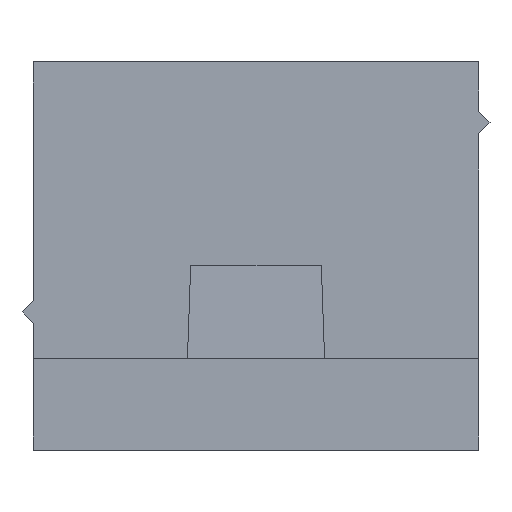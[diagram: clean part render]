
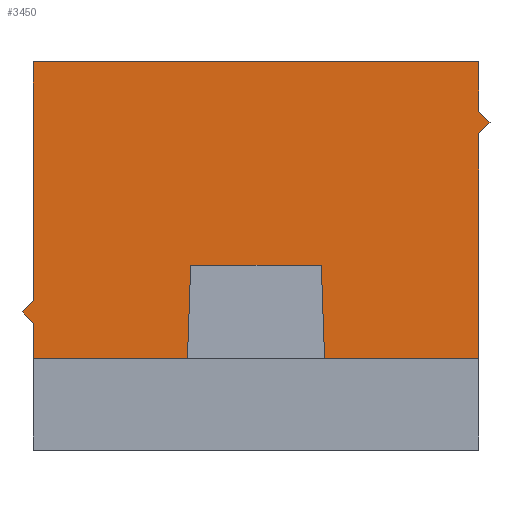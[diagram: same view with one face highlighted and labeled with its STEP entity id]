
A CAD part, left-side view. The second image highlights one B-rep face of the part: STEP entity #3450.
In plain terms, the highlighted face is planar.
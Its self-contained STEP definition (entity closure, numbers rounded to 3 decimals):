
#250=CARTESIAN_POINT('',(1.078,19.,15.));
#260=DIRECTION('',(1.,0.,0.));
#270=VECTOR('',#260,1.);
#280=LINE('',#250,#270);
#290=CARTESIAN_POINT('',(-56.15,19.,15.));
#300=VERTEX_POINT('',#290);
#310=CARTESIAN_POINT('',(-36.65,19.,15.));
#320=VERTEX_POINT('',#310);
#330=EDGE_CURVE('',#300,#320,#280,.T.);
#1680=CARTESIAN_POINT('',(-44.3,19.,
0.));
#1690=DIRECTION('',(-0.707,0.,
0.707));
#1700=VECTOR('',#1690,1.);
#1710=LINE('',#1680,#1700);
#1720=CARTESIAN_POINT('',(-56.15,19.,
11.85));
#1730=VERTEX_POINT('',#1720);
#1740=CARTESIAN_POINT('',(-56.65,19.,
12.35));
#1750=VERTEX_POINT('',#1740);
#1760=EDGE_CURVE('',#1730,#1750,#1710,.T.);
#2350=CARTESIAN_POINT('',(-56.15,19.,
2.));
#2360=VERTEX_POINT('',#2350);
#2390=CARTESIAN_POINT('',(-56.15,19.,
0.));
#2400=DIRECTION('',(0.,0.,-1.));
#2410=VECTOR('',#2400,1.);
#2420=LINE('',#2390,#2410);
#2430=EDGE_CURVE('',#1730,#2360,#2420,.T.);
#2550=CARTESIAN_POINT('',(-46.4,19.,
5.75));
#2560=DIRECTION('',(0.,-1.,0.));
#2570=DIRECTION('',(1.,0.,0.));
#2580=AXIS2_PLACEMENT_3D('',#2550,#2560,#2570);
#2590=PLANE('',#2580);
#2600=ORIENTED_EDGE('',*,*,#330,.T.);
#2610=CARTESIAN_POINT('',(-56.15,19.,
0.));
#2620=DIRECTION('',(0.,0.,-1.));
#2630=VECTOR('',#2620,1.);
#2640=LINE('',#2610,#2630);
#2650=CARTESIAN_POINT('',(-56.15,19.,
12.85));
#2660=VERTEX_POINT('',#2650);
#2670=EDGE_CURVE('',#300,#2660,#2640,.T.);
#2680=ORIENTED_EDGE('',*,*,#2670,.F.);
#2690=CARTESIAN_POINT('',(1.078,19.,
70.078));
#2700=DIRECTION('',(0.707,0.,
0.707));
#2710=VECTOR('',#2700,1.);
#2720=LINE('',#2690,#2710);
#2730=EDGE_CURVE('',#1750,#2660,#2720,.T.);
#2740=ORIENTED_EDGE('',*,*,#2730,.T.);
#2750=ORIENTED_EDGE('',*,*,#1760,.T.);
#2760=ORIENTED_EDGE('',*,*,#2430,.F.);
#2770=CARTESIAN_POINT('',(1.078,19.,
2.));
#2780=DIRECTION('',(1.,0.,0.));
#2790=VECTOR('',#2780,1.);
#2800=LINE('',#2770,#2790);
#2810=CARTESIAN_POINT('',(-47.903,19.,
2.));
#2820=VERTEX_POINT('',#2810);
#2830=EDGE_CURVE('',#2360,#2820,#2800,.T.);
#2840=ORIENTED_EDGE('',*,*,#2830,.F.);
#2850=CARTESIAN_POINT('',(-47.973,19.,
0.));
#2860=DIRECTION('',(0.035,0.,
0.999));
#2870=VECTOR('',#2860,1.);
#2880=LINE('',#2850,#2870);
#2890=CARTESIAN_POINT('',(-47.76,19.,
6.1));
#2900=VERTEX_POINT('',#2890);
#2910=EDGE_CURVE('',#2820,#2900,#2880,.T.);
#2920=ORIENTED_EDGE('',*,*,#2910,.F.);
#2930=CARTESIAN_POINT('',(1.078,19.,
6.1));
#2940=DIRECTION('',(-1.,0.,0.));
#2950=VECTOR('',#2940,1.);
#2960=LINE('',#2930,#2950);
#2970=CARTESIAN_POINT('',(-45.04,19.,
6.1));
#2980=VERTEX_POINT('',#2970);
#2990=EDGE_CURVE('',#2980,#2900,#2960,.T.);
#3000=ORIENTED_EDGE('',*,*,#2990,.T.);
#3010=CARTESIAN_POINT('',(-44.827,19.,
0.));
#3020=DIRECTION('',(0.035,0.,
-0.999));
#3030=VECTOR('',#3020,1.);
#3040=LINE('',#3010,#3030);
#3050=CARTESIAN_POINT('',(-44.897,19.,
2.));
#3060=VERTEX_POINT('',#3050);
#3070=EDGE_CURVE('',#2980,#3060,#3040,.T.);
#3080=ORIENTED_EDGE('',*,*,#3070,.F.);
#3090=CARTESIAN_POINT('',(-36.65,19.,
2.));
#3100=VERTEX_POINT('',#3090);
#3110=EDGE_CURVE('',#3060,#3100,#2800,.T.);
#3120=ORIENTED_EDGE('',*,*,#3110,.F.);
#3130=CARTESIAN_POINT('',(-36.65,19.,
0.));
#3140=DIRECTION('',(0.,0.,1.));
#3150=VECTOR('',#3140,1.);
#3160=LINE('',#3130,#3150);
#3170=CARTESIAN_POINT('',(-36.65,19.,
3.55));
#3180=VERTEX_POINT('',#3170);
#3190=EDGE_CURVE('',#3100,#3180,#3160,.T.);
#3200=ORIENTED_EDGE('',*,*,#3190,.F.);
#3210=CARTESIAN_POINT('',(0.578,19.,
40.778));
#3220=DIRECTION('',(-0.707,0.,
-0.707));
#3230=VECTOR('',#3220,1.);
#3240=LINE('',#3210,#3230);
#3250=CARTESIAN_POINT('',(-36.15,19.,
4.05));
#3260=VERTEX_POINT('',#3250);
#3270=EDGE_CURVE('',#3260,#3180,#3240,.T.);
#3280=ORIENTED_EDGE('',*,*,#3270,.T.);
#3290=CARTESIAN_POINT('',(0.578,19.,
-32.678));
#3300=DIRECTION('',(0.707,0.,
-0.707));
#3310=VECTOR('',#3300,1.);
#3320=LINE('',#3290,#3310);
#3330=CARTESIAN_POINT('',(-36.65,19.,
4.55));
#3340=VERTEX_POINT('',#3330);
#3350=EDGE_CURVE('',#3340,#3260,#3320,.T.);
#3360=ORIENTED_EDGE('',*,*,#3350,.T.);
#3370=CARTESIAN_POINT('',(-36.65,19.,
0.));
#3380=DIRECTION('',(0.,0.,1.));
#3390=VECTOR('',#3380,1.);
#3400=LINE('',#3370,#3390);
#3410=EDGE_CURVE('',#3340,#320,#3400,.T.);
#3420=ORIENTED_EDGE('',*,*,#3410,.F.);
#3430=EDGE_LOOP('',(#3420,#3360,#3280,#3200,#3120,#3080,#3000,#2920,
#2840,#2760,#2750,#2740,#2680,#2600));
#3440=FACE_OUTER_BOUND('',#3430,.T.);
#3450=ADVANCED_FACE('',(#3440),#2590,.F.);
